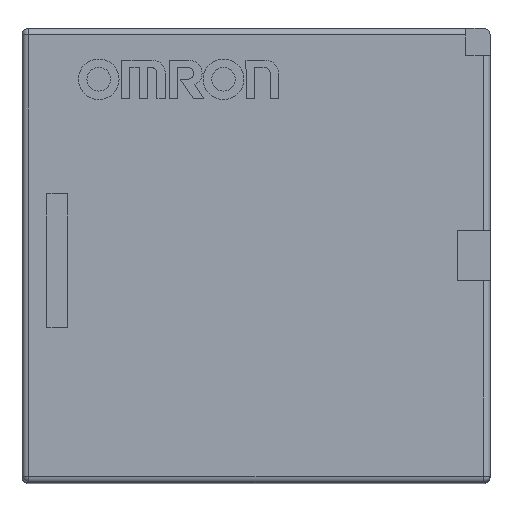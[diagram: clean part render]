
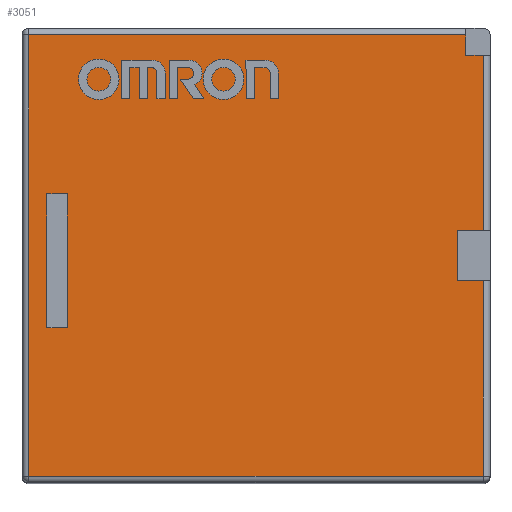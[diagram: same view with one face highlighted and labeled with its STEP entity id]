
A CAD part, top view. The second image highlights one B-rep face of the part: STEP entity #3051.
In plain terms, the highlighted planar face has unit normal (0, 0, 1).
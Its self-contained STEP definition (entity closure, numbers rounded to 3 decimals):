
#276=FACE_OUTER_BOUND('',#451,.T.);
#451=EDGE_LOOP('',(#2218,#2219,#2220,#2221,#2222,#2223,#2224,#2225,#2226,
#2227));
#615=LINE('',#4196,#969);
#617=LINE('',#4203,#971);
#624=LINE('',#4219,#978);
#626=LINE('',#4227,#980);
#628=LINE('',#4230,#982);
#646=LINE('',#4268,#1000);
#694=LINE('',#4387,#1048);
#695=LINE('',#4389,#1049);
#696=LINE('',#4391,#1050);
#697=LINE('',#4393,#1051);
#969=VECTOR('',#3489,10.);
#971=VECTOR('',#3497,10.);
#978=VECTOR('',#3508,10.);
#980=VECTOR('',#3516,10.);
#982=VECTOR('',#3520,10.);
#1000=VECTOR('',#3548,10.);
#1048=VECTOR('',#3670,10.);
#1049=VECTOR('',#3673,10.);
#1050=VECTOR('',#3676,10.);
#1051=VECTOR('',#3679,10.);
#1323=VERTEX_POINT('',#4193);
#1324=VERTEX_POINT('',#4195);
#1326=VERTEX_POINT('',#4201);
#1332=VERTEX_POINT('',#4216);
#1333=VERTEX_POINT('',#4218);
#1335=VERTEX_POINT('',#4224);
#1336=VERTEX_POINT('',#4226);
#1351=VERTEX_POINT('',#4267);
#1383=VERTEX_POINT('',#4373);
#1385=VERTEX_POINT('',#4383);
#1605=EDGE_CURVE('',#1324,#1323,#615,.T.);
#1609=EDGE_CURVE('',#1323,#1326,#617,.T.);
#1616=EDGE_CURVE('',#1333,#1332,#624,.T.);
#1620=EDGE_CURVE('',#1336,#1335,#626,.T.);
#1622=EDGE_CURVE('',#1332,#1336,#628,.T.);
#1641=EDGE_CURVE('',#1333,#1351,#646,.T.);
#1701=EDGE_CURVE('',#1383,#1385,#694,.T.);
#1702=EDGE_CURVE('',#1385,#1326,#695,.T.);
#1703=EDGE_CURVE('',#1324,#1335,#696,.T.);
#1704=EDGE_CURVE('',#1351,#1383,#697,.T.);
#2218=ORIENTED_EDGE('',*,*,#1609,.T.);
#2219=ORIENTED_EDGE('',*,*,#1702,.F.);
#2220=ORIENTED_EDGE('',*,*,#1701,.F.);
#2221=ORIENTED_EDGE('',*,*,#1704,.F.);
#2222=ORIENTED_EDGE('',*,*,#1641,.F.);
#2223=ORIENTED_EDGE('',*,*,#1616,.T.);
#2224=ORIENTED_EDGE('',*,*,#1622,.T.);
#2225=ORIENTED_EDGE('',*,*,#1620,.T.);
#2226=ORIENTED_EDGE('',*,*,#1703,.F.);
#2227=ORIENTED_EDGE('',*,*,#1605,.T.);
#2903=PLANE('',#3357);
#3051=ADVANCED_FACE('',(#276),#2903,.T.);
#3357=AXIS2_PLACEMENT_3D('',#4395,#3681,#3682);
#3489=DIRECTION('',(-1.,0.,0.));
#3497=DIRECTION('',(0.,1.,0.));
#3508=DIRECTION('',(-1.,0.,0.));
#3516=DIRECTION('',(1.,0.,0.));
#3520=DIRECTION('',(0.,1.,0.));
#3548=DIRECTION('',(0.,-1.,0.));
#3670=DIRECTION('',(0.,1.,0.));
#3673=DIRECTION('',(1.,0.,0.));
#3676=DIRECTION('',(0.,-1.,0.));
#3679=DIRECTION('',(-1.,0.,0.));
#3681=DIRECTION('center_axis',(0.,0.,1.));
#3682=DIRECTION('ref_axis',(1.,0.,0.));
#4193=CARTESIAN_POINT('',(6.274,5.987,14.));
#4195=CARTESIAN_POINT('',(6.8,5.987,14.));
#4196=CARTESIAN_POINT('',(3.863,5.987,14.));
#4201=CARTESIAN_POINT('',(6.274,6.6,14.));
#4203=CARTESIAN_POINT('',(6.274,2.994,14.));
#4216=CARTESIAN_POINT('',(6.017,-0.751,14.));
#4218=CARTESIAN_POINT('',(6.8,-0.751,14.));
#4219=CARTESIAN_POINT('',(3.991,-0.751,14.));
#4224=CARTESIAN_POINT('',(6.8,0.751,14.));
#4226=CARTESIAN_POINT('',(6.017,0.751,14.));
#4227=CARTESIAN_POINT('',(3.009,0.751,14.));
#4230=CARTESIAN_POINT('',(6.017,-0.375,14.));
#4267=CARTESIAN_POINT('',(6.8,-6.6,14.));
#4268=CARTESIAN_POINT('',(6.8,-3.4,14.));
#4373=CARTESIAN_POINT('',(-6.8,-6.6,14.));
#4383=CARTESIAN_POINT('',(-6.8,6.6,14.));
#4387=CARTESIAN_POINT('',(-6.8,3.4,14.));
#4389=CARTESIAN_POINT('',(3.5,6.6,14.));
#4391=CARTESIAN_POINT('',(6.8,-3.4,14.));
#4393=CARTESIAN_POINT('',(-3.5,-6.6,14.));
#4395=CARTESIAN_POINT('Origin',(0.,0.,14.));
